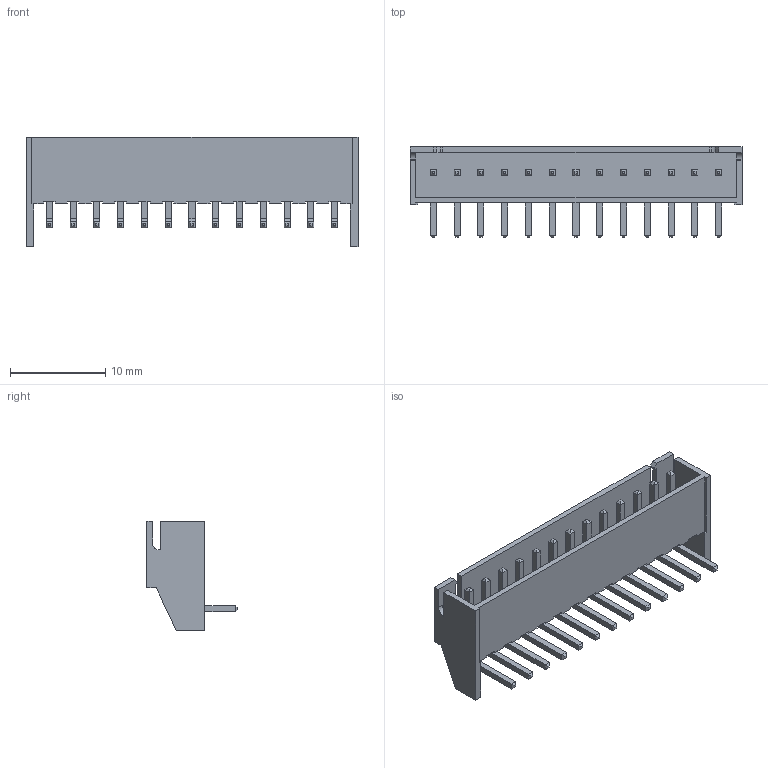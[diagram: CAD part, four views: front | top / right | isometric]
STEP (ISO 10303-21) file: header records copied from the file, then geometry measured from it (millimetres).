
FILE_DESCRIPTION(/* description */ (''),/* implementation_level */ '2;1');
FILE_NAME(/* name */ 'S13B-XH-A.stp',/* time_stamp */ '2017-04-07T20:55:25+09:00',/* author */ (''),/* organization */ (''),/* preprocessor_version */ 'ST-DEVELOPER v16.5',/* originating_system */ 'Autodesk Translation Framework v5.2.0.2920',/* authorisation */ '');
FILE_SCHEMA (('AUTOMOTIVE_DESIGN { 1 0 10303 214 3 1 1 }'));
Length unit declared in the file: millimetre
Products named in the file (1): S3B-XH-A v6
Bounding box: 34.9 x 9.5 x 11.5 mm (x, y, z)
Volume: 513.4 mm3; surface area: 2109.5 mm2
Topology: 14 solids, 14 shells, 384 faces, 962 edges, 606 vertices
Faces by surface type: plane 352, cylinder 32
Entity records: 11217 total; most frequent: CARTESIAN_POINT 1953, ORIENTED_EDGE 1924, DIRECTION 1796, EDGE_CURVE 962, LINE 898, VECTOR 898, VERTEX_POINT 606, AXIS2_PLACEMENT_3D 449
